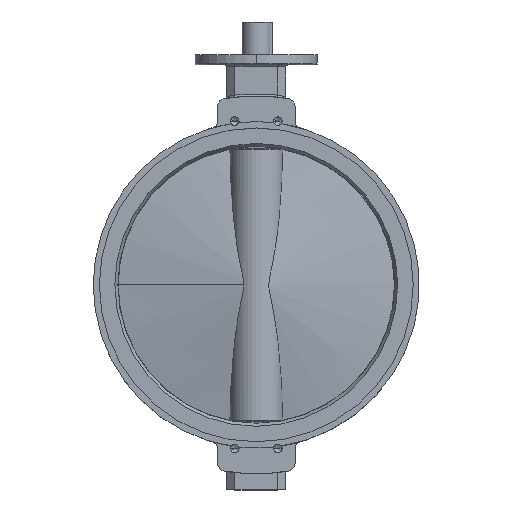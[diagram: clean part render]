
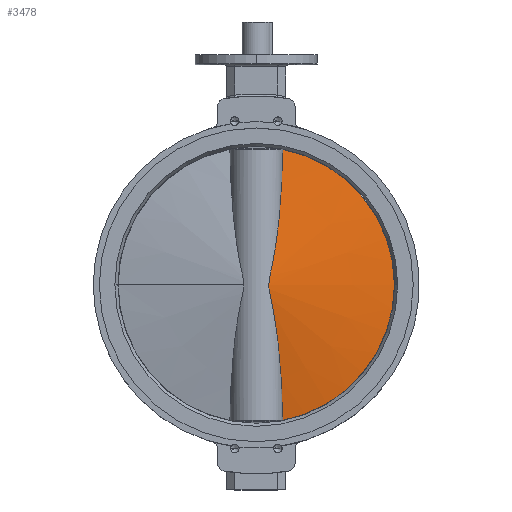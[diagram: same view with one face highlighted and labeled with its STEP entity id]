
A CAD part, top view. The second image highlights one B-rep face of the part: STEP entity #3478.
In plain terms, the highlighted conical face has half-angle 80.414 degrees and reference radius 340.463 mm.
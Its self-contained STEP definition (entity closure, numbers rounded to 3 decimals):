
#34 = AXIS2_PLACEMENT_3D ( 'NONE', #2766, #2767, #2768 ) ;
#153 = AXIS2_PLACEMENT_3D ( 'NONE', #5375, #5376, #5377 ) ;
#1120 = VERTEX_POINT ( 'NONE', #6270 ) ;
#1127 = VERTEX_POINT ( 'NONE', #6277 ) ;
#1265 = VERTEX_POINT ( 'NONE', #6321 ) ;
#1281 = EDGE_LOOP ( 'NONE', ( #3954, #3955, #3956 ) ) ;
#2231 = AXIS2_PLACEMENT_3D ( 'NONE', #2723, #2724, #2721 ) ;
#2721 = DIRECTION ( 'NONE',  ( 0., 0., -1. ) ) ;
#2723 = CARTESIAN_POINT ( 'NONE',  ( -5., 0., 0. ) ) ;
#2724 = DIRECTION ( 'NONE',  ( 1., 0., 0. ) ) ;
#2766 = CARTESIAN_POINT ( 'NONE',  ( -5.278, 0., 0. ) ) ;
#2767 = DIRECTION ( 'NONE',  ( -1., 0., 0. ) ) ;
#2768 = DIRECTION ( 'NONE',  ( 0., 0., 1. ) ) ;
#2938 = FACE_OUTER_BOUND ( 'NONE', #1281, .T. ) ;
#2942 = CONICAL_SURFACE ( 'NONE', #2231, 340.463, 1.403 ) ;
#2967 = CIRCLE ( 'NONE', #34, 338.817 ) ;
#3478 = ADVANCED_FACE ( 'NONE', ( #2938 ), #2942, .T. ) ;
#3499 = EDGE_CURVE ( 'NONE', #1127, #1265, #2967, .T. ) ;
#3954 = ORIENTED_EDGE ( 'NONE', *, *, #4914, .F. ) ;
#3955 = ORIENTED_EDGE ( 'NONE', *, *, #4886, .T. ) ;
#3956 = ORIENTED_EDGE ( 'NONE', *, *, #3499, .T. ) ;
#4199 = B_SPLINE_CURVE_WITH_KNOTS ( 'NONE', 3,
 ( #5518, #5519, #5524, #5525, #5526, #5527, #5528, #5529, #5530, #5531, #5532, #5533, #5534, #5535, #5536, #5537, #5538, #5539, #5540, #5541, #5542, #5543, #5544, #5545, #5546, #5547, #5548, #5549, #5550, #5551, #5552, #5553, #5554, #5555, #5556, #5557, #5558, #5559, #5560, #5561, #5562, #5563, #5564, #5565, #5566, #5567, #5568, #5569, #5570, #5571, #5572, #5573, #5574, #5575, #5576, #5577, #5578, #5579, #5580, #5581, #5582, #5583, #5584, #5585, #5586, #5587, #5588, #5589 ),
 .UNSPECIFIED., .F., .F.,
 ( 4, 2, 2, 2, 2, 2, 2, 2, 2, 2, 2, 2, 2, 2, 2, 2, 2, 2, 2, 2, 2, 2, 2, 2, 2, 2, 2, 2, 2, 2, 2, 2, 2, 4 ),
 ( -0.305, -0.262, -0.22, -0.199, -0.178, -0.136, -0.094, -0.052, -0.031, -0.02, -0.01, 0.001, 0.011, 0.016, 0.022, 0.027, 0.032, 0.035, 0.038, 0.043, 0.048, 0.053, 0.064, 0.074, 0.085, 0.095, 0.116, 0.159, 0.201, 0.222, 0.243, 0.285, 0.327, 0.369 ),
 .UNSPECIFIED. ) ;
#4886 = EDGE_CURVE ( 'NONE', #1120, #1127, #4995, .T. ) ;
#4914 = EDGE_CURVE ( 'NONE', #1120, #1265, #4199, .T. ) ;
#4995 = CIRCLE ( 'NONE', #153, 338.817 ) ;
#5375 = CARTESIAN_POINT ( 'NONE',  ( -5.278, 0., 0. ) ) ;
#5376 = DIRECTION ( 'NONE',  ( -1., 0., 0. ) ) ;
#5377 = DIRECTION ( 'NONE',  ( 0., 0., 1. ) ) ;
#5518 = CARTESIAN_POINT ( 'NONE',  ( -5.278, -332.565, 64.785 ) ) ;
#5519 = CARTESIAN_POINT ( 'NONE',  ( -7.584, -318.693, 64.598 ) ) ;
#5524 = CARTESIAN_POINT ( 'NONE',  ( -9.888, -304.825, 64.286 ) ) ;
#5525 = CARTESIAN_POINT ( 'NONE',  ( -14.495, -277.093, 63.407 ) ) ;
#5526 = CARTESIAN_POINT ( 'NONE',  ( -16.797, -263.231, 62.838 ) ) ;
#5527 = CARTESIAN_POINT ( 'NONE',  ( -20.247, -242.442, 61.778 ) ) ;
#5528 = CARTESIAN_POINT ( 'NONE',  ( -21.396, -235.513, 61.39 ) ) ;
#5529 = CARTESIAN_POINT ( 'NONE',  ( -23.693, -221.664, 60.54 ) ) ;
#5530 = CARTESIAN_POINT ( 'NONE',  ( -24.841, -214.744, 60.079 ) ) ;
#5531 = CARTESIAN_POINT ( 'NONE',  ( -28.278, -193.999, 58.58 ) ) ;
#5532 = CARTESIAN_POINT ( 'NONE',  ( -30.565, -180.187, 57.426 ) ) ;
#5533 = CARTESIAN_POINT ( 'NONE',  ( -35.123, -152.605, 54.757 ) ) ;
#5534 = CARTESIAN_POINT ( 'NONE',  ( -37.395, -138.836, 53.242 ) ) ;
#5535 = CARTESIAN_POINT ( 'NONE',  ( -41.911, -111.349, 49.765 ) ) ;
#5536 = CARTESIAN_POINT ( 'NONE',  ( -44.157, -97.631, 47.803 ) ) ;
#5537 = CARTESIAN_POINT ( 'NONE',  ( -47.477, -77.101, 44.424 ) ) ;
#5538 = CARTESIAN_POINT ( 'NONE',  ( -48.575, -70.266, 43.224 ) ) ;
#5539 = CARTESIAN_POINT ( 'NONE',  ( -50.197, -60.023, 41.304 ) ) ;
#5540 = CARTESIAN_POINT ( 'NONE',  ( -50.733, -56.611, 40.644 ) ) ;
#5541 = CARTESIAN_POINT ( 'NONE',  ( -51.792, -49.789, 39.285 ) ) ;
#5542 = CARTESIAN_POINT ( 'NONE',  ( -52.315, -46.379, 38.587 ) ) ;
#5543 = CARTESIAN_POINT ( 'NONE',  ( -53.338, -39.56, 37.159 ) ) ;
#5544 = CARTESIAN_POINT ( 'NONE',  ( -53.839, -36.15, 36.43 ) ) ;
#5545 = CARTESIAN_POINT ( 'NONE',  ( -54.8, -29.326, 34.967 ) ) ;
#5546 = CARTESIAN_POINT ( 'NONE',  ( -55.261, -25.912, 34.233 ) ) ;
#5547 = CARTESIAN_POINT ( 'NONE',  ( -55.89, -20.779, 33.188 ) ) ;
#5548 = CARTESIAN_POINT ( 'NONE',  ( -56.09, -19.066, 32.85 ) ) ;
#5549 = CARTESIAN_POINT ( 'NONE',  ( -56.457, -15.631, 32.213 ) ) ;
#5550 = CARTESIAN_POINT ( 'NONE',  ( -56.626, -13.909, 31.916 ) ) ;
#5551 = CARTESIAN_POINT ( 'NONE',  ( -56.918, -10.453, 31.391 ) ) ;
#5552 = CARTESIAN_POINT ( 'NONE',  ( -57.042, -8.717, 31.165 ) ) ;
#5553 = CARTESIAN_POINT ( 'NONE',  ( -57.228, -5.226, 30.823 ) ) ;
#5554 = CARTESIAN_POINT ( 'NONE',  ( -57.289, -3.47, 30.707 ) ) ;
#5555 = CARTESIAN_POINT ( 'NONE',  ( -57.326, -0.817, 30.639 ) ) ;
#5556 = CARTESIAN_POINT ( 'NONE',  ( -57.328, 0.071, 30.634 ) ) ;
#5557 = CARTESIAN_POINT ( 'NONE',  ( -57.315, 1.853, 30.66 ) ) ;
#5558 = CARTESIAN_POINT ( 'NONE',  ( -57.298, 2.749, 30.691 ) ) ;
#5559 = CARTESIAN_POINT ( 'NONE',  ( -57.22, 5.435, 30.836 ) ) ;
#5560 = CARTESIAN_POINT ( 'NONE',  ( -57.132, 7.21, 31. ) ) ;
#5561 = CARTESIAN_POINT ( 'NONE',  ( -56.898, 10.736, 31.427 ) ) ;
#5562 = CARTESIAN_POINT ( 'NONE',  ( -56.753, 12.488, 31.689 ) ) ;
#5563 = CARTESIAN_POINT ( 'NONE',  ( -56.423, 15.976, 32.272 ) ) ;
#5564 = CARTESIAN_POINT ( 'NONE',  ( -56.239, 17.712, 32.593 ) ) ;
#5565 = CARTESIAN_POINT ( 'NONE',  ( -55.646, 22.908, 33.602 ) ) ;
#5566 = CARTESIAN_POINT ( 'NONE',  ( -55.199, 26.355, 34.334 ) ) ;
#5567 = CARTESIAN_POINT ( 'NONE',  ( -54.257, 33.241, 35.804 ) ) ;
#5568 = CARTESIAN_POINT ( 'NONE',  ( -53.761, 36.679, 36.545 ) ) ;
#5569 = CARTESIAN_POINT ( 'NONE',  ( -52.743, 43.556, 38. ) ) ;
#5570 = CARTESIAN_POINT ( 'NONE',  ( -52.22, 46.994, 38.714 ) ) ;
#5571 = CARTESIAN_POINT ( 'NONE',  ( -51.16, 53.875, 40.105 ) ) ;
#5572 = CARTESIAN_POINT ( 'NONE',  ( -50.622, 57.317, 40.782 ) ) ;
#5573 = CARTESIAN_POINT ( 'NONE',  ( -48.993, 67.65, 42.75 ) ) ;
#5574 = CARTESIAN_POINT ( 'NONE',  ( -47.887, 74.548, 43.982 ) ) ;
#5575 = CARTESIAN_POINT ( 'NONE',  ( -44.542, 95.274, 47.448 ) ) ;
#5576 = CARTESIAN_POINT ( 'NONE',  ( -42.274, 109.132, 49.46 ) ) ;
#5577 = CARTESIAN_POINT ( 'NONE',  ( -37.711, 136.916, 53.021 ) ) ;
#5578 = CARTESIAN_POINT ( 'NONE',  ( -35.414, 150.841, 54.571 ) ) ;
#5579 = CARTESIAN_POINT ( 'NONE',  ( -31.956, 171.771, 56.618 ) ) ;
#5580 = CARTESIAN_POINT ( 'NONE',  ( -30.801, 178.751, 57.253 ) ) ;
#5581 = CARTESIAN_POINT ( 'NONE',  ( -28.49, 192.714, 58.438 ) ) ;
#5582 = CARTESIAN_POINT ( 'NONE',  ( -27.334, 199.697, 58.987 ) ) ;
#5583 = CARTESIAN_POINT ( 'NONE',  ( -23.862, 220.651, 60.515 ) ) ;
#5584 = CARTESIAN_POINT ( 'NONE',  ( -21.544, 234.627, 61.374 ) ) ;
#5585 = CARTESIAN_POINT ( 'NONE',  ( -16.903, 262.59, 62.811 ) ) ;
#5586 = CARTESIAN_POINT ( 'NONE',  ( -14.58, 276.578, 63.388 ) ) ;
#5587 = CARTESIAN_POINT ( 'NONE',  ( -9.932, 304.563, 64.28 ) ) ;
#5588 = CARTESIAN_POINT ( 'NONE',  ( -7.606, 318.562, 64.596 ) ) ;
#5589 = CARTESIAN_POINT ( 'NONE',  ( -5.278, 332.565, 64.785 ) ) ;
#6270 = CARTESIAN_POINT ( 'NONE',  ( -5.278, -332.565, 64.785 ) ) ;
#6277 = CARTESIAN_POINT ( 'NONE',  ( -5.278, 0., 338.817 ) ) ;
#6321 = CARTESIAN_POINT ( 'NONE',  ( -5.278, 332.565, 64.785 ) ) ;
